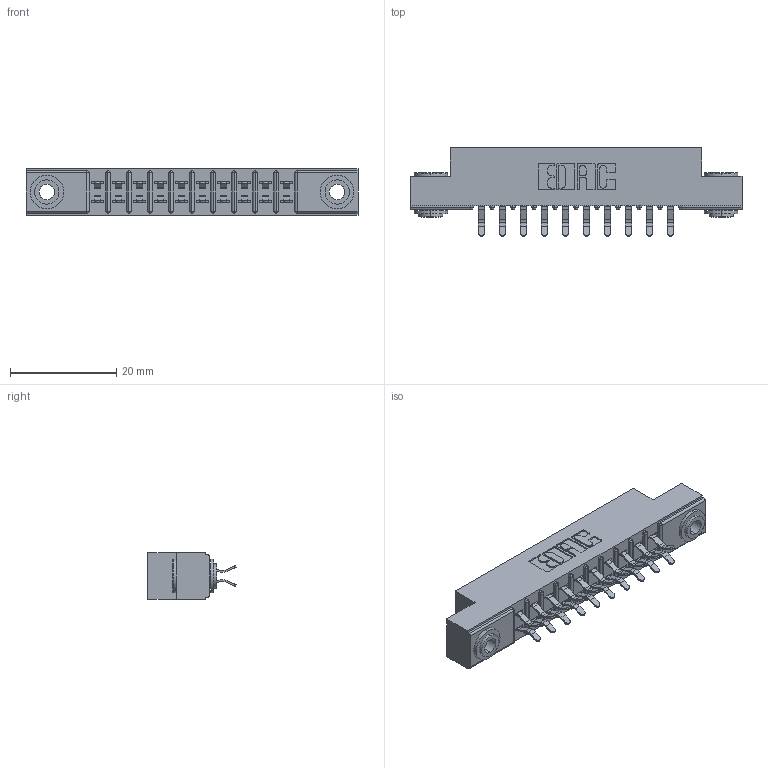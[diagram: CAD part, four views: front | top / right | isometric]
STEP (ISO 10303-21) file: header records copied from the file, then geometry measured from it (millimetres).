
FILE_DESCRIPTION (( 'STEP AP203' ), '1' );
FILE_NAME ('355-020-556-203.STEP', '2019-09-11T03:38:51', ( '' ), ( '' ), 'SwSTEP 2.0', 'SolidWorks 2016', '' );
FILE_SCHEMA (( 'CONFIG_CONTROL_DESIGN' ));
Length unit declared in the file: inch
Products named in the file (4): 305-290-001_556; 305 Part_.156 Dia; 345-250-002_345-250-002-102; 355-020-556-203
Assembly tree (23 placements, depth 2):
  355-020-556-203
    305 Part_.156 Dia
    305-290-001_556  x20
    345-250-002_345-250-002-102  x2
Bounding box: 62.64 x 16.64 x 8.71 mm (x, y, z)
Volume: 3940.9 mm3; surface area: 7001.9 mm2
Topology: 23 solids, 23 shells, 1288 faces, 3658 edges, 2380 vertices
Faces by surface type: plane 712, cylinder 528, sphere 40, cone 8
Entity records: 16010 total; most frequent: CARTESIAN_POINT 2633, ORIENTED_EDGE 2600, DIRECTION 2592, EDGE_CURVE 1300, VECTOR 1002, LINE 1002, VERTEX_POINT 836, AXIS2_PLACEMENT_3D 795
